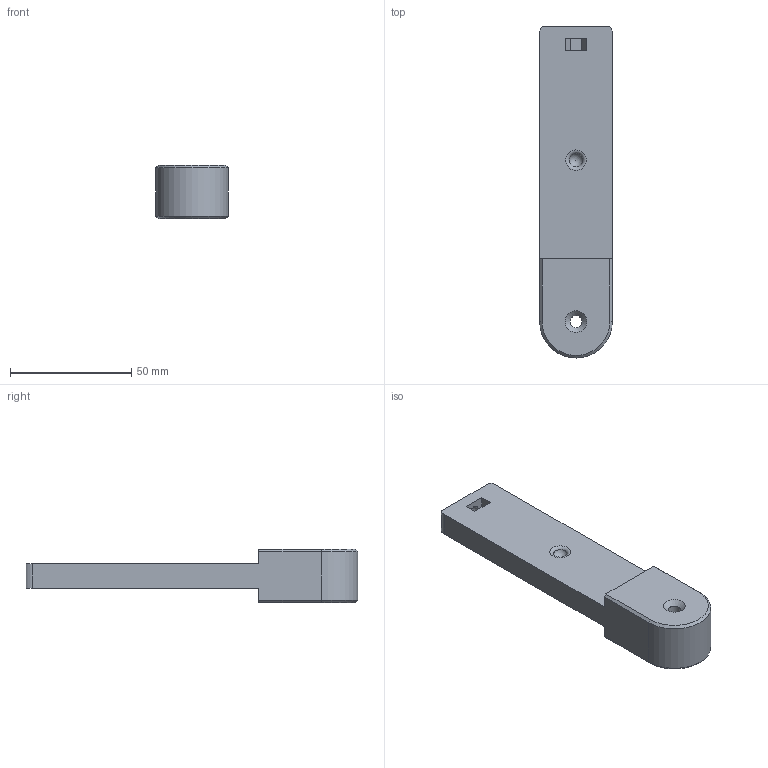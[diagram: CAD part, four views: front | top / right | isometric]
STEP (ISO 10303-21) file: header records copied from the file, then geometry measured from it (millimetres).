
FILE_DESCRIPTION(/* description */ (''),/* implementation_level */ '2;1');
FILE_NAME(/* name */ 'Handle short v3.step',/* time_stamp */ '2022-11-26T13:05:36+01:00',/* author */ (''),/* organization */ (''),/* preprocessor_version */ 'ST-DEVELOPER v19.2',/* originating_system */ 'Autodesk Translation Framework v11.17.0.187',/* authorisation */ '');
FILE_SCHEMA (('AUTOMOTIVE_DESIGN { 1 0 10303 214 3 1 1 }'));
Length unit declared in the file: millimetre
Products named in the file (1): Handle short
Bounding box: 30 x 137 x 22 mm (x, y, z)
Volume: 52530 mm3; surface area: 13226.1 mm2
Topology: 1 solids, 1 shells, 33 faces, 83 edges, 53 vertices
Faces by surface type: plane 20, cylinder 5, cone 4, torus 2, sphere 2
Full cylindrical faces by diameter (mm): 5 x2
Entity records: 1015 total; most frequent: DIRECTION 172, CARTESIAN_POINT 168, ORIENTED_EDGE 162, EDGE_CURVE 81, LINE 58, VECTOR 58, AXIS2_PLACEMENT_3D 57, VERTEX_POINT 53
